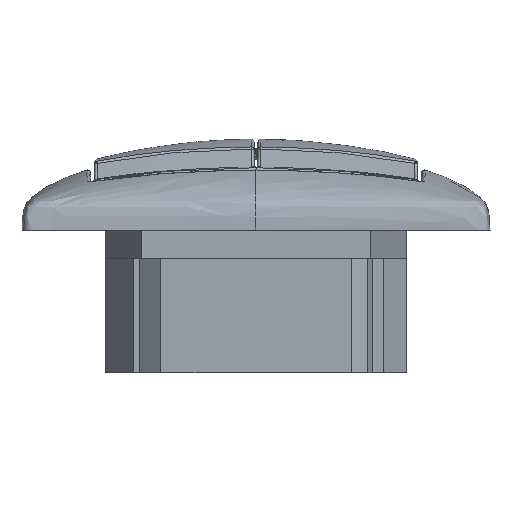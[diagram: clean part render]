
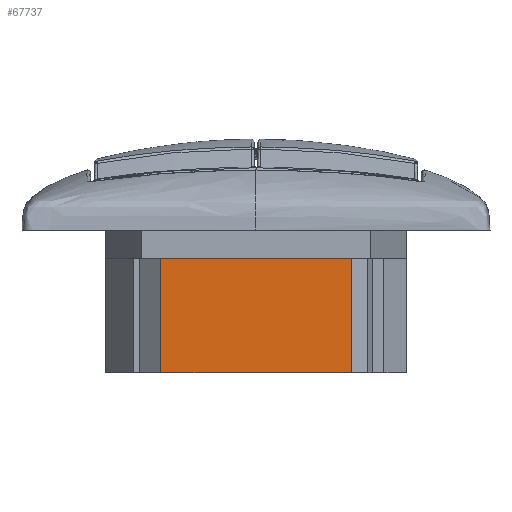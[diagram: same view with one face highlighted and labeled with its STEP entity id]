
A CAD part, left-side view. The second image highlights one B-rep face of the part: STEP entity #67737.
In plain terms, the highlighted planar face has unit normal (-1, 0, 0).
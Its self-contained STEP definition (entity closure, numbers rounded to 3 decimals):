
#239 = ORIENTED_EDGE ( 'NONE', *, *, #63089, .F. ) ;
#2071 = VERTEX_POINT ( 'NONE', #68109 ) ;
#4882 = CARTESIAN_POINT ( 'NONE',  ( -26.588, -16.666, -11. ) ) ;
#5620 = PLANE ( 'NONE',  #56977 ) ;
#9783 = EDGE_LOOP ( 'NONE', ( #62884, #48769, #21573, #239 ) ) ;
#12156 = CARTESIAN_POINT ( 'NONE',  ( -26.588, -16.666, -11. ) ) ;
#13540 = B_SPLINE_CURVE_WITH_KNOTS ( 'NONE', 3,
 ( #48976, #43562, #37043, #37803 ),
 .UNSPECIFIED., .F., .F.,
 ( 4, 4 ),
 ( 0., 1. ),
 .UNSPECIFIED. ) ;
#15435 = B_SPLINE_CURVE_WITH_KNOTS ( 'NONE', 3,
 ( #55663, #20676, #53491, #36156 ),
 .UNSPECIFIED., .F., .F.,
 ( 4, 4 ),
 ( 0., 1. ),
 .UNSPECIFIED. ) ;
#15599 = VERTEX_POINT ( 'NONE', #36003 ) ;
#20676 = CARTESIAN_POINT ( 'NONE',  ( -26.588, -5.561, -31. ) ) ;
#21573 = ORIENTED_EDGE ( 'NONE', *, *, #55548, .F. ) ;
#23408 = CARTESIAN_POINT ( 'NONE',  ( -26.588, -16.666, -31. ) ) ;
#25998 = CARTESIAN_POINT ( 'NONE',  ( -26.588, 16.65, -31. ) ) ;
#29092 = CARTESIAN_POINT ( 'NONE',  ( -26.588, 16.65, -31. ) ) ;
#36003 = CARTESIAN_POINT ( 'NONE',  ( -26.588, -16.666, -11. ) ) ;
#36156 = CARTESIAN_POINT ( 'NONE',  ( -26.588, 16.65, -31. ) ) ;
#37043 = CARTESIAN_POINT ( 'NONE',  ( -26.588, -16.666, -17.667 ) ) ;
#37803 = CARTESIAN_POINT ( 'NONE',  ( -26.588, -16.666, -11. ) ) ;
#40235 = B_SPLINE_CURVE_WITH_KNOTS ( 'NONE', 3,
 ( #25998, #49447, #43653, #67130 ),
 .UNSPECIFIED., .F., .F.,
 ( 4, 4 ),
 ( 0., 1. ),
 .UNSPECIFIED. ) ;
#43562 = CARTESIAN_POINT ( 'NONE',  ( -26.588, -16.666, -24.333 ) ) ;
#43653 = CARTESIAN_POINT ( 'NONE',  ( -26.588, 16.65, -17.667 ) ) ;
#43739 = B_SPLINE_CURVE_WITH_KNOTS ( 'NONE', 3,
 ( #44864, #74495, #51411, #4882 ),
 .UNSPECIFIED., .F., .F.,
 ( 4, 4 ),
 ( 0., 1. ),
 .UNSPECIFIED. ) ;
#44862 = FACE_OUTER_BOUND ( 'NONE', #9783, .T. ) ;
#44864 = CARTESIAN_POINT ( 'NONE',  ( -26.588, 16.65, -11. ) ) ;
#47518 = DIRECTION ( 'NONE',  ( -1., 0., 0. ) ) ;
#48769 = ORIENTED_EDGE ( 'NONE', *, *, #54130, .T. ) ;
#48976 = CARTESIAN_POINT ( 'NONE',  ( -26.588, -16.666, -31. ) ) ;
#49447 = CARTESIAN_POINT ( 'NONE',  ( -26.588, 16.65, -24.333 ) ) ;
#51411 = CARTESIAN_POINT ( 'NONE',  ( -26.588, -5.561, -11. ) ) ;
#53491 = CARTESIAN_POINT ( 'NONE',  ( -26.588, 5.544, -31. ) ) ;
#54130 = EDGE_CURVE ( 'NONE', #69122, #15599, #13540, .T. ) ;
#55548 = EDGE_CURVE ( 'NONE', #2071, #15599, #43739, .T. ) ;
#55663 = CARTESIAN_POINT ( 'NONE',  ( -26.588, -16.666, -31. ) ) ;
#56977 = AXIS2_PLACEMENT_3D ( 'NONE', #12156, #47518, #64055 ) ;
#62413 = VERTEX_POINT ( 'NONE', #29092 ) ;
#62884 = ORIENTED_EDGE ( 'NONE', *, *, #73396, .F. ) ;
#63089 = EDGE_CURVE ( 'NONE', #62413, #2071, #40235, .T. ) ;
#64055 = DIRECTION ( 'NONE',  ( 0., 1., 0. ) ) ;
#67130 = CARTESIAN_POINT ( 'NONE',  ( -26.588, 16.65, -11. ) ) ;
#67737 = ADVANCED_FACE ( 'NONE', ( #44862 ), #5620, .T. ) ;
#68109 = CARTESIAN_POINT ( 'NONE',  ( -26.588, 16.65, -11. ) ) ;
#69122 = VERTEX_POINT ( 'NONE', #23408 ) ;
#73396 = EDGE_CURVE ( 'NONE', #69122, #62413, #15435, .T. ) ;
#74495 = CARTESIAN_POINT ( 'NONE',  ( -26.588, 5.544, -11. ) ) ;
